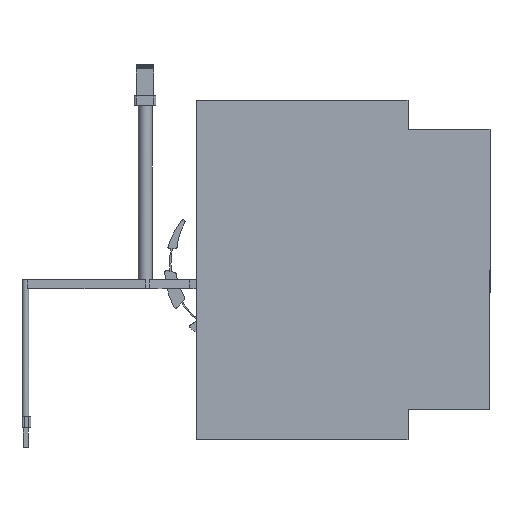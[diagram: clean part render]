
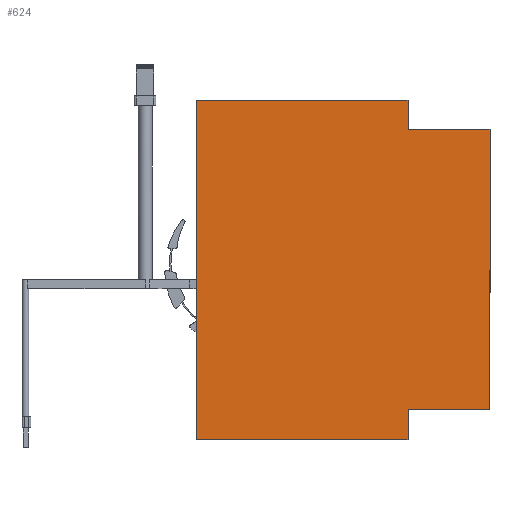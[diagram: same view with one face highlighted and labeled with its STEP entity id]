
A CAD part, front view. The second image highlights one B-rep face of the part: STEP entity #624.
In plain terms, the highlighted planar face has unit normal (0, -1, 0).
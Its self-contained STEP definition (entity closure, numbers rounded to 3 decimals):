
#57 = DIRECTION ( 'NONE',  ( 0., -1., 0. ) ) ;
#68 = EDGE_CURVE ( 'NONE', #4325, #3802, #2913, .T. ) ;
#82 = ORIENTED_EDGE ( 'NONE', *, *, #9626, .T. ) ;
#124 = CARTESIAN_POINT ( 'NONE',  ( 58.075, 16.407, -31.377 ) ) ;
#132 = CARTESIAN_POINT ( 'NONE',  ( 39.704, 16.407, 31.377 ) ) ;
#194 = CARTESIAN_POINT ( 'NONE',  ( 39.204, 16.407, -31.377 ) ) ;
#318 = CARTESIAN_POINT ( 'NONE',  ( 39.704, 16.407, -38.172 ) ) ;
#324 = CARTESIAN_POINT ( 'NONE',  ( 39.704, 16.407, -31.377 ) ) ;
#446 = DIRECTION ( 'NONE',  ( 0., 0., 1. ) ) ;
#559 = LINE ( 'NONE', #7978, #6145 ) ;
#624 = ADVANCED_FACE ( 'NONE', ( #1721 ), #4698, .T. ) ;
#822 = DIRECTION ( 'NONE',  ( 1., 0., 0. ) ) ;
#925 = LINE ( 'NONE', #8934, #3677 ) ;
#983 = EDGE_LOOP ( 'NONE', ( #6890, #3875, #3946, #82, #4597, #2754, #7654, #7706 ) ) ;
#1270 = DIRECTION ( 'NONE',  ( 0., 0., -1. ) ) ;
#1394 = VECTOR ( 'NONE', #8656, 1000. ) ;
#1423 = EDGE_CURVE ( 'NONE', #2303, #3657, #6703, .T. ) ;
#1476 = VERTEX_POINT ( 'NONE', #124 ) ;
#1721 = FACE_OUTER_BOUND ( 'NONE', #983, .T. ) ;
#1810 = VECTOR ( 'NONE', #9312, 1000. ) ;
#1955 = CARTESIAN_POINT ( 'NONE',  ( 39.204, 16.407, 31.377 ) ) ;
#2237 = CARTESIAN_POINT ( 'NONE',  ( 39.204, 16.407, 37.95 ) ) ;
#2303 = VERTEX_POINT ( 'NONE', #7146 ) ;
#2367 = EDGE_CURVE ( 'NONE', #8756, #6355, #8609, .T. ) ;
#2754 = ORIENTED_EDGE ( 'NONE', *, *, #4642, .T. ) ;
#2913 = LINE ( 'NONE', #5866, #8697 ) ;
#3047 = DIRECTION ( 'NONE',  ( 1., 0., 0. ) ) ;
#3427 = EDGE_CURVE ( 'NONE', #3802, #6562, #559, .T. ) ;
#3460 = CARTESIAN_POINT ( 'NONE',  ( 39.704, 16.407, 45.86 ) ) ;
#3629 = VECTOR ( 'NONE', #822, 1000. ) ;
#3657 = VERTEX_POINT ( 'NONE', #8404 ) ;
#3677 = VECTOR ( 'NONE', #5499, 1000. ) ;
#3802 = VERTEX_POINT ( 'NONE', #318 ) ;
#3875 = ORIENTED_EDGE ( 'NONE', *, *, #3981, .T. ) ;
#3946 = ORIENTED_EDGE ( 'NONE', *, *, #2367, .T. ) ;
#3981 = EDGE_CURVE ( 'NONE', #1476, #8756, #925, .T. ) ;
#4158 = CARTESIAN_POINT ( 'NONE',  ( -7.7, 16.407, 45.86 ) ) ;
#4325 = VERTEX_POINT ( 'NONE', #6674 ) ;
#4373 = CARTESIAN_POINT ( 'NONE',  ( 58.075, 16.407, 31.377 ) ) ;
#4501 = LINE ( 'NONE', #194, #3629 ) ;
#4597 = ORIENTED_EDGE ( 'NONE', *, *, #1423, .T. ) ;
#4642 = EDGE_CURVE ( 'NONE', #3657, #4325, #6280, .T. ) ;
#4698 = PLANE ( 'NONE',  #6823 ) ;
#4936 = VECTOR ( 'NONE', #1270, 1000. ) ;
#5157 = DIRECTION ( 'NONE',  ( 0., 0., 1. ) ) ;
#5499 = DIRECTION ( 'NONE',  ( 0., 0., 1. ) ) ;
#5776 = EDGE_CURVE ( 'NONE', #6562, #1476, #4501, .T. ) ;
#5866 = CARTESIAN_POINT ( 'NONE',  ( 39.204, 16.407, -38.172 ) ) ;
#5916 = DIRECTION ( 'NONE',  ( 1., 0., 0. ) ) ;
#6145 = VECTOR ( 'NONE', #5157, 1000. ) ;
#6280 = LINE ( 'NONE', #4158, #4936 ) ;
#6355 = VERTEX_POINT ( 'NONE', #132 ) ;
#6562 = VERTEX_POINT ( 'NONE', #324 ) ;
#6674 = CARTESIAN_POINT ( 'NONE',  ( -7.7, 16.407, -38.172 ) ) ;
#6703 = LINE ( 'NONE', #2237, #1810 ) ;
#6823 = AXIS2_PLACEMENT_3D ( 'NONE', #8924, #57, #3047 ) ;
#6890 = ORIENTED_EDGE ( 'NONE', *, *, #5776, .T. ) ;
#7146 = CARTESIAN_POINT ( 'NONE',  ( 39.704, 16.407, 37.95 ) ) ;
#7654 = ORIENTED_EDGE ( 'NONE', *, *, #68, .T. ) ;
#7706 = ORIENTED_EDGE ( 'NONE', *, *, #3427, .T. ) ;
#7978 = CARTESIAN_POINT ( 'NONE',  ( 39.704, 16.407, 45.86 ) ) ;
#8404 = CARTESIAN_POINT ( 'NONE',  ( -7.7, 16.407, 37.95 ) ) ;
#8609 = LINE ( 'NONE', #1955, #1394 ) ;
#8656 = DIRECTION ( 'NONE',  ( -1., 0., 0. ) ) ;
#8690 = VECTOR ( 'NONE', #446, 1000. ) ;
#8697 = VECTOR ( 'NONE', #5916, 1000. ) ;
#8756 = VERTEX_POINT ( 'NONE', #4373 ) ;
#8924 = CARTESIAN_POINT ( 'NONE',  ( 39.204, 16.407, 45.86 ) ) ;
#8934 = CARTESIAN_POINT ( 'NONE',  ( 58.075, 16.407, 45.86 ) ) ;
#9268 = LINE ( 'NONE', #3460, #8690 ) ;
#9312 = DIRECTION ( 'NONE',  ( -1., 0., 0. ) ) ;
#9626 = EDGE_CURVE ( 'NONE', #6355, #2303, #9268, .T. ) ;
